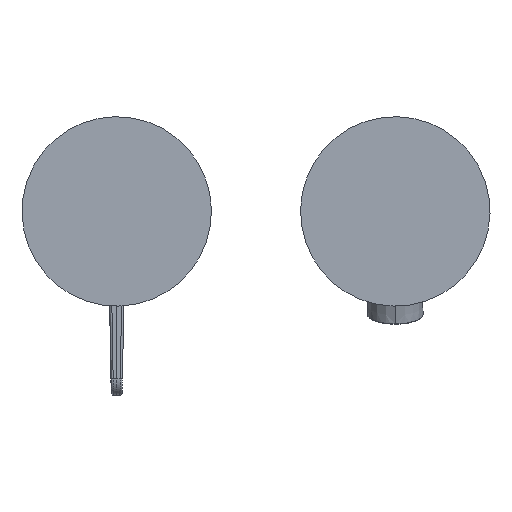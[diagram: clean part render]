
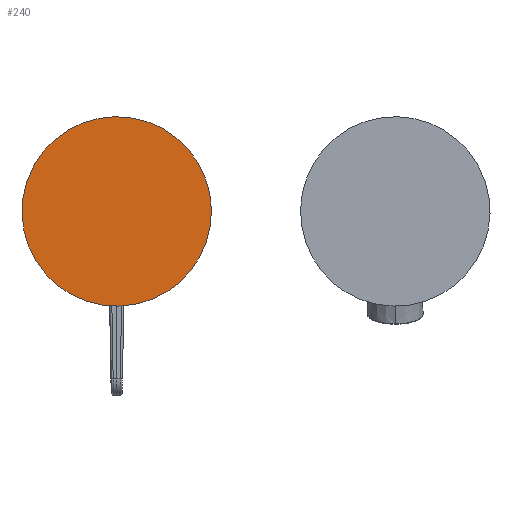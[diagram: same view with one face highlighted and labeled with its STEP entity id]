
A CAD part, left-side view. The second image highlights one B-rep face of the part: STEP entity #240.
In plain terms, the highlighted face is planar.
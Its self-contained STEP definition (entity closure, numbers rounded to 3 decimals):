
#217=CARTESIAN_POINT('Axis2P3D Location',(32.75,0.,0.)) ;
#222=CARTESIAN_POINT('Axis2P3D Location',(0.,0.,0.)) ;
#226=CARTESIAN_POINT('Vertex',(29.838,16.3,0.)) ;
#228=CARTESIAN_POINT('Vertex',(-29.838,-16.3,0.)) ;
#231=CARTESIAN_POINT('Axis2P3D Location',(0.,0.,0.)) ;
#218=DIRECTION('Axis2P3D Direction',(0.,0.,1.)) ;
#219=DIRECTION('Axis2P3D XDirection',(1.,0.,0.)) ;
#223=DIRECTION('Axis2P3D Direction',(0.,0.,1.)) ;
#232=DIRECTION('Axis2P3D Direction',(0.,0.,1.)) ;
#220=AXIS2_PLACEMENT_3D('Plane Axis2P3D',#217,#218,#219) ;
#224=AXIS2_PLACEMENT_3D('Circle Axis2P3D',#222,#223,$) ;
#233=AXIS2_PLACEMENT_3D('Circle Axis2P3D',#231,#232,$) ;
#225=CIRCLE('generated circle',#224,34.) ;
#234=CIRCLE('generated circle',#233,34.) ;
#221=PLANE('',#220) ;
#230=EDGE_CURVE('',#227,#229,#225,.T.) ;
#235=EDGE_CURVE('',#229,#227,#234,.T.) ;
#237=ORIENTED_EDGE('',*,*,#230,.F.) ;
#238=ORIENTED_EDGE('',*,*,#235,.F.) ;
#236=EDGE_LOOP('',(#237,#238)) ;
#227=VERTEX_POINT('',#226) ;
#229=VERTEX_POINT('',#228) ;
#240=ADVANCED_FACE('Hauptk\X2\00F6\X0\rper',(#239),#221,.F.) ;
#239=FACE_OUTER_BOUND('',#236,.T.) ;
